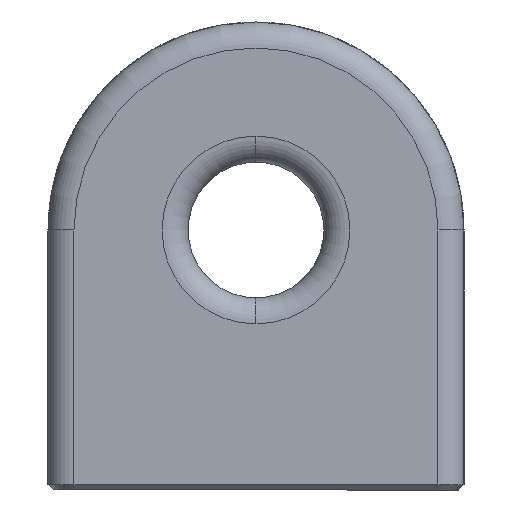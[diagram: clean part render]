
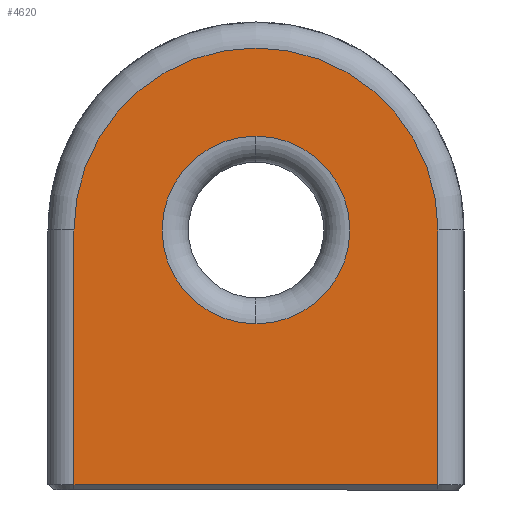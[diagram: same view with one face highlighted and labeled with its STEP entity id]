
A CAD part, left-side view. The second image highlights one B-rep face of the part: STEP entity #4620.
In plain terms, the highlighted planar face has unit normal (-1, 0, 0).
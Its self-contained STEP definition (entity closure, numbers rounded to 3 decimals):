
#158 = CARTESIAN_POINT ( 'NONE',  ( -50., 0., 7. ) ) ;
#329 = AXIS2_PLACEMENT_3D ( 'NONE', #504, #3103, #3118 ) ;
#421 = FACE_BOUND ( 'NONE', #1305, .T. ) ;
#432 = VERTEX_POINT ( 'NONE', #2216 ) ;
#504 = CARTESIAN_POINT ( 'NONE',  ( -50., 0., 7. ) ) ;
#542 = DIRECTION ( 'NONE',  ( 1., 0., 0. ) ) ;
#571 = EDGE_CURVE ( 'NONE', #3054, #2610, #3507, .T. ) ;
#684 = CIRCLE ( 'NONE', #329, 7. ) ;
#853 = LINE ( 'NONE', #3222, #3639 ) ;
#859 = DIRECTION ( 'NONE',  ( 1., 0., 0. ) ) ;
#963 = EDGE_CURVE ( 'NONE', #3060, #2707, #684, .T. ) ;
#971 = LINE ( 'NONE', #2493, #2849 ) ;
#1139 = DIRECTION ( 'NONE',  ( 1., 0., 0. ) ) ;
#1221 = EDGE_CURVE ( 'NONE', #3243, #432, #2728, .T. ) ;
#1305 = EDGE_LOOP ( 'NONE', ( #1442, #4906 ) ) ;
#1323 = AXIS2_PLACEMENT_3D ( 'NONE', #2227, #859, #4235 ) ;
#1442 = ORIENTED_EDGE ( 'NONE', *, *, #571, .T. ) ;
#1454 = CARTESIAN_POINT ( 'NONE',  ( -50., 7., -2.8 ) ) ;
#1557 = EDGE_CURVE ( 'NONE', #2707, #3243, #971, .T. ) ;
#1608 = EDGE_CURVE ( 'NONE', #432, #3060, #853, .T. ) ;
#1748 = DIRECTION ( 'NONE',  ( 0., 0., -1. ) ) ;
#1764 = VECTOR ( 'NONE', #4276, 1000. ) ;
#2140 = CIRCLE ( 'NONE', #2330, 3.61 ) ;
#2216 = CARTESIAN_POINT ( 'NONE',  ( -50., -7., -2.8 ) ) ;
#2227 = CARTESIAN_POINT ( 'NONE',  ( -50., 0., 7. ) ) ;
#2264 = EDGE_LOOP ( 'NONE', ( #3651, #4663, #2502, #4759 ) ) ;
#2305 = EDGE_CURVE ( 'NONE', #2610, #3054, #2140, .T. ) ;
#2330 = AXIS2_PLACEMENT_3D ( 'NONE', #3047, #1139, #2681 ) ;
#2410 = PLANE ( 'NONE',  #2647 ) ;
#2493 = CARTESIAN_POINT ( 'NONE',  ( -50., 7., 7. ) ) ;
#2502 = ORIENTED_EDGE ( 'NONE', *, *, #1608, .T. ) ;
#2610 = VERTEX_POINT ( 'NONE', #3968 ) ;
#2647 = AXIS2_PLACEMENT_3D ( 'NONE', #158, #542, #4643 ) ;
#2681 = DIRECTION ( 'NONE',  ( 0., 0., -1. ) ) ;
#2707 = VERTEX_POINT ( 'NONE', #4452 ) ;
#2728 = LINE ( 'NONE', #3878, #1764 ) ;
#2849 = VECTOR ( 'NONE', #1748, 1000. ) ;
#3047 = CARTESIAN_POINT ( 'NONE',  ( -50., 0., 7. ) ) ;
#3054 = VERTEX_POINT ( 'NONE', #3754 ) ;
#3060 = VERTEX_POINT ( 'NONE', #4894 ) ;
#3103 = DIRECTION ( 'NONE',  ( -1., 0., 0. ) ) ;
#3118 = DIRECTION ( 'NONE',  ( 0., 0., -1. ) ) ;
#3222 = CARTESIAN_POINT ( 'NONE',  ( -50., -7., 7. ) ) ;
#3243 = VERTEX_POINT ( 'NONE', #1454 ) ;
#3507 = CIRCLE ( 'NONE', #1323, 3.61 ) ;
#3639 = VECTOR ( 'NONE', #3663, 1000. ) ;
#3651 = ORIENTED_EDGE ( 'NONE', *, *, #1557, .T. ) ;
#3663 = DIRECTION ( 'NONE',  ( 0., 0., 1. ) ) ;
#3754 = CARTESIAN_POINT ( 'NONE',  ( -50., 0., 3.39 ) ) ;
#3878 = CARTESIAN_POINT ( 'NONE',  ( -50., 0., -2.8 ) ) ;
#3968 = CARTESIAN_POINT ( 'NONE',  ( -50., 0., 10.61 ) ) ;
#4235 = DIRECTION ( 'NONE',  ( 0., 0., -1. ) ) ;
#4276 = DIRECTION ( 'NONE',  ( 0., -1., 0. ) ) ;
#4311 = FACE_OUTER_BOUND ( 'NONE', #2264, .T. ) ;
#4452 = CARTESIAN_POINT ( 'NONE',  ( -50., 7., 7. ) ) ;
#4620 = ADVANCED_FACE ( 'NONE', ( #421, #4311 ), #2410, .F. ) ;
#4643 = DIRECTION ( 'NONE',  ( 0., 0., -1. ) ) ;
#4663 = ORIENTED_EDGE ( 'NONE', *, *, #1221, .T. ) ;
#4759 = ORIENTED_EDGE ( 'NONE', *, *, #963, .T. ) ;
#4894 = CARTESIAN_POINT ( 'NONE',  ( -50., -7., 7. ) ) ;
#4906 = ORIENTED_EDGE ( 'NONE', *, *, #2305, .T. ) ;
